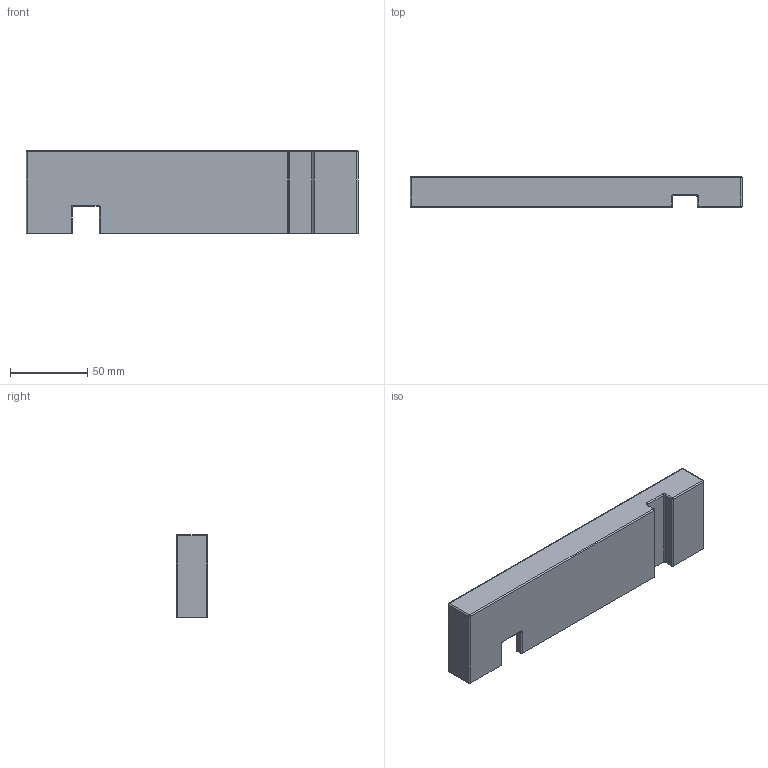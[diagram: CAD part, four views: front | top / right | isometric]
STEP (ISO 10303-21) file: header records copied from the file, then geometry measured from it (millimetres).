
FILE_DESCRIPTION(('Open CASCADE Model'),'2;1');
FILE_NAME('Open CASCADE Shape Model','2023-08-09T21:53:39',('Author'),( 'Open CASCADE'),'Open CASCADE STEP processor 7.6','Open CASCADE 7.6' ,'Unknown');
FILE_SCHEMA(('AUTOMOTIVE_DESIGN { 1 0 10303 214 1 1 1 1 }'));
Length unit declared in the file: millimetre
Products named in the file (1): Open CASCADE STEP translator 7.6 2
Bounding box: 215.15 x 20 x 53.75 mm (x, y, z)
Volume: 130715.5 mm3; surface area: 34903.1 mm2
Topology: 1 solids, 1 shells, 86 faces, 195 edges, 108 vertices
Faces by surface type: cylinder 37, plane 23, torus 18, sphere 8
Full cylindrical faces by diameter (mm): 4.1 x5
Entity records: 4709 total; most frequent: CARTESIAN_POINT 974, DIRECTION 704, ORIENTED_EDGE 374, PCURVE 374, DEFINITIONAL_REPRESENTATION 374, LINE 309, VECTOR 309, AXIS2_PLACEMENT_3D 189
